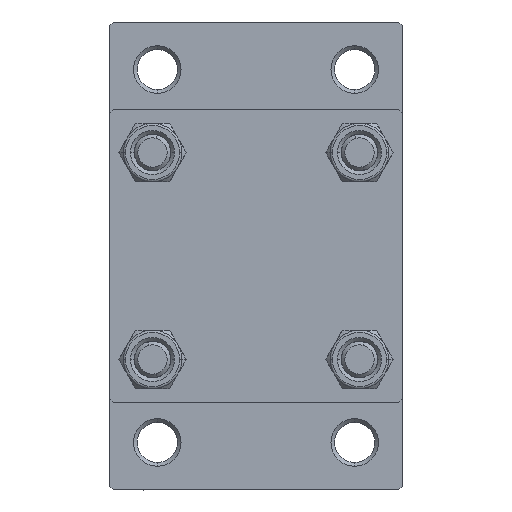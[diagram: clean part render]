
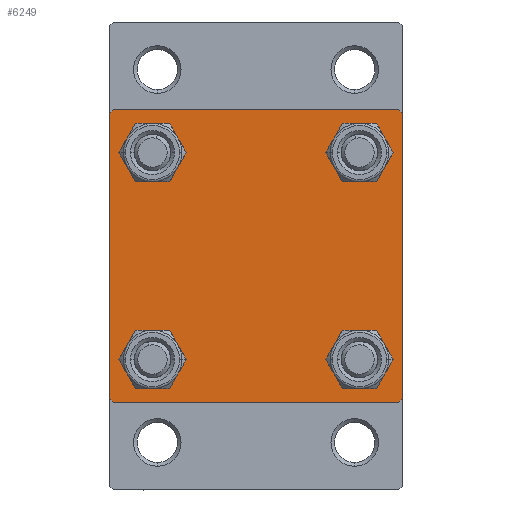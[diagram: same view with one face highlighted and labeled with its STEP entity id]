
A CAD part, left-side view. The second image highlights one B-rep face of the part: STEP entity #6249.
In plain terms, the highlighted planar face has unit normal (-1, 0, 0).
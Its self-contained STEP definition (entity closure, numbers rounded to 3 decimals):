
#112 = DIRECTION ( 'NONE',  ( 0., -1., 0. ) ) ;
#844 = CARTESIAN_POINT ( 'NONE',  ( 0., -14.15, -11.15 ) ) ;
#1010 = CARTESIAN_POINT ( 'NONE',  ( 0., -20., 19.5 ) ) ;
#1066 = ORIENTED_EDGE ( 'NONE', *, *, #38160, .T. ) ;
#1374 = DIRECTION ( 'NONE',  ( 0., 0., 1. ) ) ;
#2138 = CIRCLE ( 'NONE', #18243, 3. ) ;
#2380 = CARTESIAN_POINT ( 'NONE',  ( 0., -14.15, -14.15 ) ) ;
#2921 = LINE ( 'NONE', #32463, #23154 ) ;
#3182 = EDGE_LOOP ( 'NONE', ( #44120, #36933 ) ) ;
#4139 = EDGE_LOOP ( 'NONE', ( #46175, #34462 ) ) ;
#4874 = LINE ( 'NONE', #16163, #32927 ) ;
#5367 = EDGE_CURVE ( 'NONE', #31711, #19596, #19683, .T. ) ;
#6249 = ADVANCED_FACE ( 'NONE', ( #29799, #10143, #39960, #46720, #21442 ), #35869, .T. ) ;
#6813 = CIRCLE ( 'NONE', #44442, 3. ) ;
#6823 = CARTESIAN_POINT ( 'NONE',  ( 0., 14.15, -11.15 ) ) ;
#6824 = VERTEX_POINT ( 'NONE', #844 ) ;
#8081 = CARTESIAN_POINT ( 'NONE',  ( 0., 14.15, -14.15 ) ) ;
#8986 = CARTESIAN_POINT ( 'NONE',  ( 0., 14.15, 11.15 ) ) ;
#9007 = ORIENTED_EDGE ( 'NONE', *, *, #27325, .T. ) ;
#9065 = CARTESIAN_POINT ( 'NONE',  ( 0., 19.75, -19.75 ) ) ;
#9357 = LINE ( 'NONE', #24027, #25281 ) ;
#9507 = VERTEX_POINT ( 'NONE', #14276 ) ;
#9751 = DIRECTION ( 'NONE',  ( 0., -0.707, -0.707 ) ) ;
#9991 = VECTOR ( 'NONE', #9751, 1000. ) ;
#10143 = FACE_BOUND ( 'NONE', #4139, .T. ) ;
#10448 = CARTESIAN_POINT ( 'NONE',  ( 0., 14.15, 17.15 ) ) ;
#10561 = DIRECTION ( 'NONE',  ( 0., 0.707, 0.707 ) ) ;
#10808 = CARTESIAN_POINT ( 'NONE',  ( 0., 19.5, -20. ) ) ;
#10915 = ORIENTED_EDGE ( 'NONE', *, *, #44958, .T. ) ;
#11966 = AXIS2_PLACEMENT_3D ( 'NONE', #12889, #31158, #19409 ) ;
#12075 = DIRECTION ( 'NONE',  ( 1., 0., 0. ) ) ;
#12494 = EDGE_CURVE ( 'NONE', #35679, #24181, #40710, .T. ) ;
#12573 = VERTEX_POINT ( 'NONE', #18706 ) ;
#12787 = VECTOR ( 'NONE', #112, 1000. ) ;
#12889 = CARTESIAN_POINT ( 'NONE',  ( 0., -14.15, 14.15 ) ) ;
#13050 = CARTESIAN_POINT ( 'NONE',  ( 0., 19.75, 19.75 ) ) ;
#13950 = CARTESIAN_POINT ( 'NONE',  ( 0., 14.15, -17.15 ) ) ;
#13973 = AXIS2_PLACEMENT_3D ( 'NONE', #45228, #17058, #46641 ) ;
#14027 = VERTEX_POINT ( 'NONE', #18681 ) ;
#14276 = CARTESIAN_POINT ( 'NONE',  ( 0., -14.15, 17.15 ) ) ;
#14673 = CIRCLE ( 'NONE', #30809, 3. ) ;
#14755 = EDGE_CURVE ( 'NONE', #24181, #35679, #14673, .T. ) ;
#15610 = DIRECTION ( 'NONE',  ( 0., -0.707, 0.707 ) ) ;
#15857 = EDGE_CURVE ( 'NONE', #33908, #19596, #2921, .T. ) ;
#15963 = DIRECTION ( 'NONE',  ( 1., 0., 0. ) ) ;
#16163 = CARTESIAN_POINT ( 'NONE',  ( 0., 20., 20. ) ) ;
#16699 = EDGE_CURVE ( 'NONE', #6824, #12573, #26282, .T. ) ;
#17058 = DIRECTION ( 'NONE',  ( 1., 0., 0. ) ) ;
#17184 = VERTEX_POINT ( 'NONE', #23229 ) ;
#17312 = EDGE_LOOP ( 'NONE', ( #9007, #10915 ) ) ;
#17331 = DIRECTION ( 'NONE',  ( 0., 0., -1. ) ) ;
#17607 = CARTESIAN_POINT ( 'NONE',  ( 0., 0., 0. ) ) ;
#18243 = AXIS2_PLACEMENT_3D ( 'NONE', #37845, #15963, #42395 ) ;
#18446 = EDGE_CURVE ( 'NONE', #14027, #39473, #32020, .T. ) ;
#18681 = CARTESIAN_POINT ( 'NONE',  ( 0., 19.5, 20. ) ) ;
#18706 = CARTESIAN_POINT ( 'NONE',  ( 0., -14.15, -17.15 ) ) ;
#19075 = CARTESIAN_POINT ( 'NONE',  ( 0., 20., 19.5 ) ) ;
#19409 = DIRECTION ( 'NONE',  ( 0., 0., 1. ) ) ;
#19460 = AXIS2_PLACEMENT_3D ( 'NONE', #8081, #37651, #26360 ) ;
#19596 = VERTEX_POINT ( 'NONE', #20297 ) ;
#19683 = LINE ( 'NONE', #45426, #32875 ) ;
#20003 = CARTESIAN_POINT ( 'NONE',  ( 0., -14.15, 11.15 ) ) ;
#20297 = CARTESIAN_POINT ( 'NONE',  ( 0., -20., -19.5 ) ) ;
#21150 = CARTESIAN_POINT ( 'NONE',  ( 0., -19.75, 19.75 ) ) ;
#21388 = LINE ( 'NONE', #21150, #45384 ) ;
#21442 = FACE_OUTER_BOUND ( 'NONE', #37776, .T. ) ;
#21707 = EDGE_CURVE ( 'NONE', #14027, #17184, #32323, .T. ) ;
#21969 = ORIENTED_EDGE ( 'NONE', *, *, #18446, .T. ) ;
#23154 = VECTOR ( 'NONE', #17331, 1000. ) ;
#23207 = EDGE_CURVE ( 'NONE', #31663, #9507, #26565, .T. ) ;
#23229 = CARTESIAN_POINT ( 'NONE',  ( 0., -19.5, 20. ) ) ;
#23579 = VERTEX_POINT ( 'NONE', #10808 ) ;
#24027 = CARTESIAN_POINT ( 'NONE',  ( 0., 20., -20. ) ) ;
#24181 = VERTEX_POINT ( 'NONE', #10448 ) ;
#24826 = DIRECTION ( 'NONE',  ( 0., 0.707, -0.707 ) ) ;
#24918 = EDGE_LOOP ( 'NONE', ( #35635, #44816 ) ) ;
#25281 = VECTOR ( 'NONE', #38681, 1000. ) ;
#26017 = DIRECTION ( 'NONE',  ( 0., 0., -1. ) ) ;
#26282 = CIRCLE ( 'NONE', #13973, 3. ) ;
#26360 = DIRECTION ( 'NONE',  ( 0., 0., 1. ) ) ;
#26565 = CIRCLE ( 'NONE', #11966, 3. ) ;
#26756 = DIRECTION ( 'NONE',  ( 0., 0., 1. ) ) ;
#26805 = AXIS2_PLACEMENT_3D ( 'NONE', #17607, #36345, #43333 ) ;
#27325 = EDGE_CURVE ( 'NONE', #39349, #40591, #2138, .T. ) ;
#27652 = CARTESIAN_POINT ( 'NONE',  ( 0., 14.15, 14.15 ) ) ;
#27881 = DIRECTION ( 'NONE',  ( 1., 0., 0. ) ) ;
#29436 = CARTESIAN_POINT ( 'NONE',  ( 0., 20., -19.5 ) ) ;
#29799 = FACE_BOUND ( 'NONE', #3182, .T. ) ;
#29936 = AXIS2_PLACEMENT_3D ( 'NONE', #27652, #27881, #38934 ) ;
#30809 = AXIS2_PLACEMENT_3D ( 'NONE', #40441, #12075, #26756 ) ;
#30830 = EDGE_CURVE ( 'NONE', #39473, #37527, #4874, .T. ) ;
#31158 = DIRECTION ( 'NONE',  ( 1., 0., 0. ) ) ;
#31209 = EDGE_CURVE ( 'NONE', #12573, #6824, #6813, .T. ) ;
#31373 = ORIENTED_EDGE ( 'NONE', *, *, #30830, .T. ) ;
#31663 = VERTEX_POINT ( 'NONE', #20003 ) ;
#31711 = VERTEX_POINT ( 'NONE', #41404 ) ;
#32020 = LINE ( 'NONE', #13050, #35705 ) ;
#32224 = EDGE_CURVE ( 'NONE', #23579, #31711, #9357, .T. ) ;
#32323 = LINE ( 'NONE', #47475, #12787 ) ;
#32463 = CARTESIAN_POINT ( 'NONE',  ( 0., -20., 20. ) ) ;
#32654 = ORIENTED_EDGE ( 'NONE', *, *, #15857, .F. ) ;
#32875 = VECTOR ( 'NONE', #15610, 1000. ) ;
#32927 = VECTOR ( 'NONE', #26017, 1000. ) ;
#33338 = CARTESIAN_POINT ( 'NONE',  ( 0., -14.15, 14.15 ) ) ;
#33908 = VERTEX_POINT ( 'NONE', #1010 ) ;
#34462 = ORIENTED_EDGE ( 'NONE', *, *, #31209, .T. ) ;
#34821 = CIRCLE ( 'NONE', #19460, 3. ) ;
#35198 = ORIENTED_EDGE ( 'NONE', *, *, #38538, .T. ) ;
#35635 = ORIENTED_EDGE ( 'NONE', *, *, #14755, .T. ) ;
#35679 = VERTEX_POINT ( 'NONE', #8986 ) ;
#35705 = VECTOR ( 'NONE', #24826, 1000. ) ;
#35869 = PLANE ( 'NONE',  #26805 ) ;
#36083 = CIRCLE ( 'NONE', #39929, 3. ) ;
#36345 = DIRECTION ( 'NONE',  ( -1., 0., 0. ) ) ;
#36752 = ORIENTED_EDGE ( 'NONE', *, *, #5367, .T. ) ;
#36933 = ORIENTED_EDGE ( 'NONE', *, *, #23207, .T. ) ;
#37201 = EDGE_CURVE ( 'NONE', #9507, #31663, #36083, .T. ) ;
#37437 = DIRECTION ( 'NONE',  ( 1., 0., 0. ) ) ;
#37527 = VERTEX_POINT ( 'NONE', #29436 ) ;
#37651 = DIRECTION ( 'NONE',  ( 1., 0., 0. ) ) ;
#37776 = EDGE_LOOP ( 'NONE', ( #31373, #1066, #40016, #36752, #32654, #35198, #45575, #21969 ) ) ;
#37845 = CARTESIAN_POINT ( 'NONE',  ( 0., 14.15, -14.15 ) ) ;
#38160 = EDGE_CURVE ( 'NONE', #37527, #23579, #38627, .T. ) ;
#38213 = DIRECTION ( 'NONE',  ( 1., 0., 0. ) ) ;
#38538 = EDGE_CURVE ( 'NONE', #33908, #17184, #21388, .T. ) ;
#38627 = LINE ( 'NONE', #9065, #9991 ) ;
#38681 = DIRECTION ( 'NONE',  ( 0., -1., 0. ) ) ;
#38934 = DIRECTION ( 'NONE',  ( 0., 0., 1. ) ) ;
#39349 = VERTEX_POINT ( 'NONE', #6823 ) ;
#39473 = VERTEX_POINT ( 'NONE', #19075 ) ;
#39929 = AXIS2_PLACEMENT_3D ( 'NONE', #33338, #37437, #1374 ) ;
#39960 = FACE_BOUND ( 'NONE', #17312, .T. ) ;
#40016 = ORIENTED_EDGE ( 'NONE', *, *, #32224, .T. ) ;
#40441 = CARTESIAN_POINT ( 'NONE',  ( 0., 14.15, 14.15 ) ) ;
#40591 = VERTEX_POINT ( 'NONE', #13950 ) ;
#40710 = CIRCLE ( 'NONE', #29936, 3. ) ;
#41404 = CARTESIAN_POINT ( 'NONE',  ( 0., -19.5, -20. ) ) ;
#42395 = DIRECTION ( 'NONE',  ( 0., 0., 1. ) ) ;
#42756 = DIRECTION ( 'NONE',  ( 0., 0., 1. ) ) ;
#43333 = DIRECTION ( 'NONE',  ( 0., 0., 1. ) ) ;
#44120 = ORIENTED_EDGE ( 'NONE', *, *, #37201, .T. ) ;
#44442 = AXIS2_PLACEMENT_3D ( 'NONE', #2380, #38213, #42756 ) ;
#44816 = ORIENTED_EDGE ( 'NONE', *, *, #12494, .T. ) ;
#44958 = EDGE_CURVE ( 'NONE', #40591, #39349, #34821, .T. ) ;
#45228 = CARTESIAN_POINT ( 'NONE',  ( 0., -14.15, -14.15 ) ) ;
#45384 = VECTOR ( 'NONE', #10561, 1000. ) ;
#45426 = CARTESIAN_POINT ( 'NONE',  ( 0., -19.75, -19.75 ) ) ;
#45575 = ORIENTED_EDGE ( 'NONE', *, *, #21707, .F. ) ;
#46175 = ORIENTED_EDGE ( 'NONE', *, *, #16699, .T. ) ;
#46641 = DIRECTION ( 'NONE',  ( 0., 0., 1. ) ) ;
#46720 = FACE_BOUND ( 'NONE', #24918, .T. ) ;
#47475 = CARTESIAN_POINT ( 'NONE',  ( 0., 20., 20. ) ) ;
